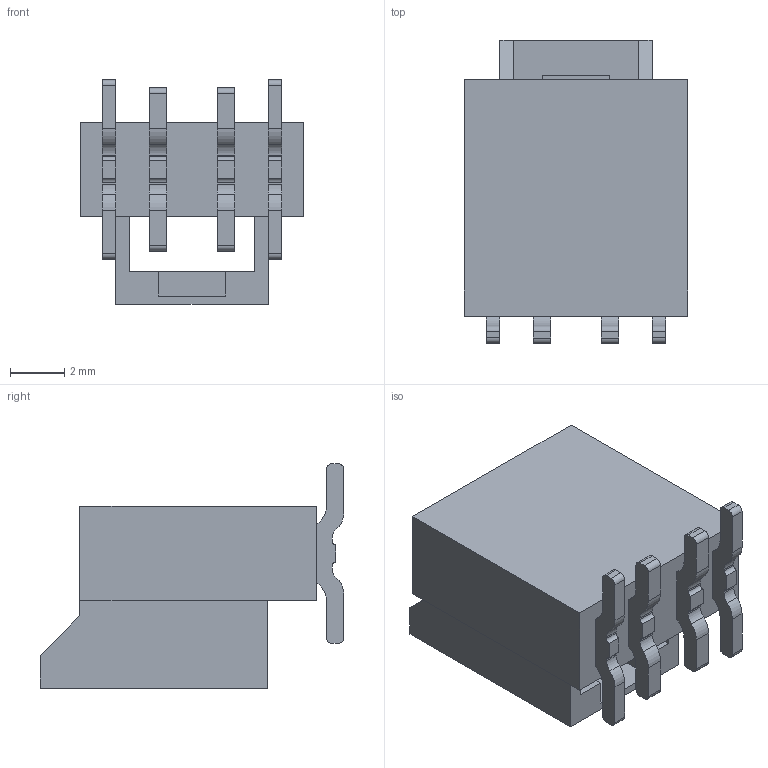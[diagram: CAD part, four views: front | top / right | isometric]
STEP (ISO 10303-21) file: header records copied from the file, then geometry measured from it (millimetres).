
FILE_DESCRIPTION(('STEP AP242'),'1');
FILE_NAME('1054311102.stp','2024-12-25T08:07:39',('TraceParts'),('TraceParts S.A.'),'Spatial InterOp 3D',' ',' ');
FILE_SCHEMA(('AP242_MANAGED_MODEL_BASED_3D_ENGINEERING_MIM_LF {1 0 10303 442 1 1 4}'));
Length unit declared in the file: millimetre
Products named in the file (1): 1054311102_1
Bounding box: 8.23 x 11.16 x 8.25 mm (x, y, z)
Volume: 244.3 mm3; surface area: 616.4 mm2
Topology: 1 solids, 1 shells, 147 faces, 429 edges, 304 vertices
Faces by surface type: plane 99, cylinder 48
Entity records: 4861 total; most frequent: CARTESIAN_POINT 850, ORIENTED_EDGE 826, DIRECTION 823, EDGE_CURVE 413, LINE 333, VECTOR 333, VERTEX_POINT 272, AXIS2_PLACEMENT_3D 245
